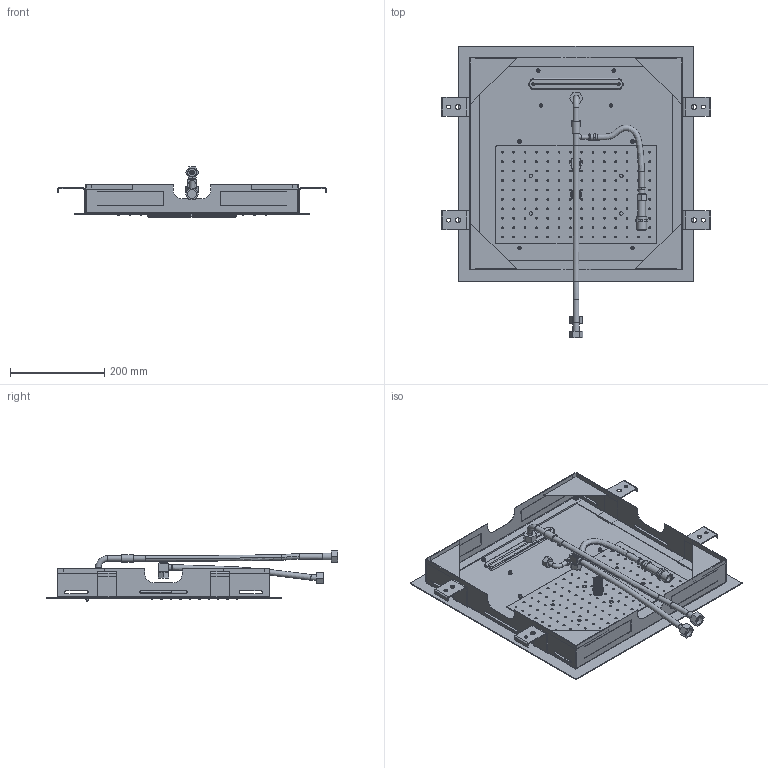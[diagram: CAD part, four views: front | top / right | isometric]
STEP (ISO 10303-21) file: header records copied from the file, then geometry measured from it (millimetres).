
FILE_DESCRIPTION(/* description */ ('Unknown'),/* implementation_level */ '2;1');
FILE_NAME(/* name */ 'M142',/* time_stamp */ '2016-04-27T09:06:57+02:00',/* author */ ('Unknown'),/* organization */ ('Unknown'),/* preprocessor_version */ 'ST-DEVELOPER v16.7',/* originating_system */ 'DEX',/* authorisation */ $);
FILE_SCHEMA (('AUTOMOTIVE_DESIGN {1 0 10303 214 3 1 1}'));
Products named in the file (1): M142
Bounding box: 570 x 618.55 x 106.31 mm (x, y, z)
Volume: 147035.2 mm3; surface area: 1025752 mm2
Topology: 2 solids, 31 shells, 3259 faces, 9907 edges, 6708 vertices
Faces by surface type: cylinder 1269, plane 1054, bspline 579, cone 192, torus 165
Full cylindrical faces by diameter (mm): 3.3 x8, 6 x9, 7.1 x4, 7.5 x8, 8 x5, 9 x8, 10 x1, 10.5 x4, 11 x1, 12 x11, 13 x3, 14 x1, 15 x2, 15.05 x1, 15.5 x1, 16 x1, 16.3 x3, 18.4 x1, 19 x2, 20.8 x1, 23.5 x1
Entity records: 189071 total; most frequent: CARTESIAN_POINT 106313, ORIENTED_EDGE 17012, DIRECTION 14899, EDGE_CURVE 9307, VERTEX_POINT 6508, AXIS2_PLACEMENT_3D 4976, LINE 4947, VECTOR 4947
